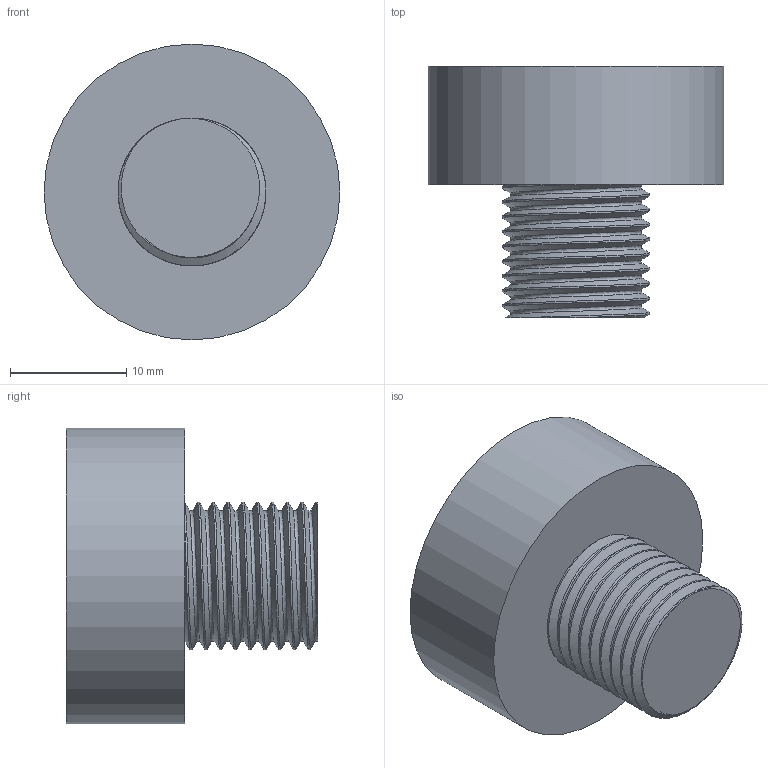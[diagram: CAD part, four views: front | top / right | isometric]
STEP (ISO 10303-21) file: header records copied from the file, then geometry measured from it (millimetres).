
FILE_DESCRIPTION(/* description */ ('STEP AP242 Edition 2','CAx-IF Rec.Pracs.---Representation and Presentation of Product Manufacturing Information (PMI)---4.0---2014-10-13','CAx-IF Rec.Pracs.---3D Tessellated Geometry---0.4---2014-09-14','2;1','CAx-IF Rec.Pracs.---User Defined Attributes---1.5---2016-08-15'),/* implementation_level */ '2;1');
FILE_NAME(/* name */ '695031705d108516e59b4c91',/* time_stamp */ '2025-12-27T19:20:16Z',/* author */ (''),/* organization */ (''),/* preprocessor_version */ 'ST-DEVELOPER v20',/* originating_system */ 'ONSHAPE BY PTC INC, 1.208',/* authorisation */ ' ');
FILE_SCHEMA (('AP242_MANAGED_MODEL_BASED_3D_ENGINEERING_MIM_LF { 1 0 10303 442 3 1 4 }'));
Length unit declared in the file: metre
Products named in the file (1): Part 1
Bounding box: 25.4 x 21.59 x 25.4 mm (x, y, z)
Volume: 6500.9 mm3; surface area: 2570.9 mm2
Topology: 1 solids, 1 shells, 8 faces, 15 edges, 10 vertices
Faces by surface type: plane 3, bspline 3, cylinder 2
Full cylindrical faces by diameter (mm): 25.4 x1
Entity records: 1717 total; most frequent: CARTESIAN_POINT 1566, ORIENTED_EDGE 28, DIRECTION 20, EDGE_CURVE 14, VERTEX_POINT 10, EDGE_LOOP 10, FACE_BOUND 10, AXIS2_PLACEMENT_3D 10
